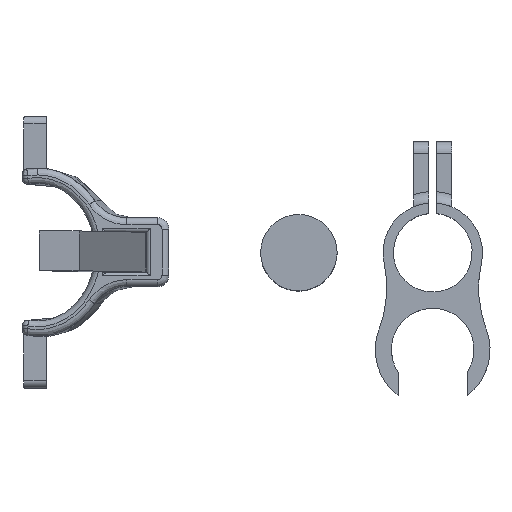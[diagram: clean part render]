
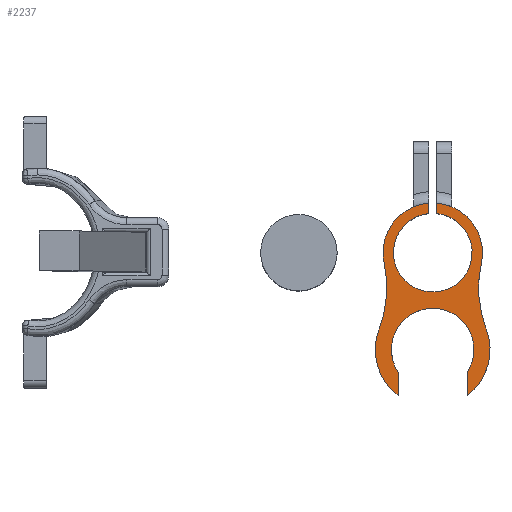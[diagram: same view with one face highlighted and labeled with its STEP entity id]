
A CAD part, top view. The second image highlights one B-rep face of the part: STEP entity #2237.
In plain terms, the highlighted planar face has unit normal (0, 0, 1).
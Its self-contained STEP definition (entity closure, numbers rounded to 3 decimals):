
#263=PLANE('',#2437);
#316=CIRCLE('',#2388,15.);
#320=CIRCLE('',#2393,6.5);
#322=CIRCLE('',#2396,15.);
#324=CIRCLE('',#2399,7.5);
#335=CIRCLE('',#2418,6.5);
#341=CIRCLE('',#2438,5.15);
#342=CIRCLE('',#2439,5.401);
#343=CIRCLE('',#2440,7.5);
#473=FACE_OUTER_BOUND('',#614,.T.);
#614=EDGE_LOOP('',(#2048,#2049,#2050,#2051,#2052,#2053,#2054,#2055,#2056,
#2057,#2058,#2059));
#729=LINE('',#5622,#854);
#744=LINE('',#5721,#869);
#745=LINE('',#5728,#870);
#749=LINE('',#5740,#874);
#854=VECTOR('',#2844,10.);
#869=VECTOR('',#2901,10.);
#870=VECTOR('',#2904,10.);
#874=VECTOR('',#2910,10.);
#1031=VERTEX_POINT('',#5510);
#1032=VERTEX_POINT('',#5512);
#1038=VERTEX_POINT('',#5526);
#1041=VERTEX_POINT('',#5533);
#1042=VERTEX_POINT('',#5535);
#1044=VERTEX_POINT('',#5541);
#1064=VERTEX_POINT('',#5619);
#1065=VERTEX_POINT('',#5621);
#1078=VERTEX_POINT('',#5719);
#1079=VERTEX_POINT('',#5723);
#1082=VERTEX_POINT('',#5732);
#1084=VERTEX_POINT('',#5738);
#1336=EDGE_CURVE('',#1031,#1032,#316,.T.);
#1344=EDGE_CURVE('',#1031,#1038,#320,.T.);
#1347=EDGE_CURVE('',#1041,#1042,#322,.T.);
#1351=EDGE_CURVE('',#1041,#1044,#324,.T.);
#1376=EDGE_CURVE('',#1065,#1064,#729,.T.);
#1384=EDGE_CURVE('',#1064,#1042,#335,.T.);
#1404=EDGE_CURVE('',#1038,#1078,#744,.T.);
#1406=EDGE_CURVE('',#1044,#1079,#745,.T.);
#1411=EDGE_CURVE('',#1082,#1084,#749,.T.);
#1412=EDGE_CURVE('',#1078,#1065,#341,.T.);
#1413=EDGE_CURVE('',#1079,#1082,#342,.T.);
#1414=EDGE_CURVE('',#1084,#1032,#343,.T.);
#2048=ORIENTED_EDGE('',*,*,#1404,.T.);
#2049=ORIENTED_EDGE('',*,*,#1412,.T.);
#2050=ORIENTED_EDGE('',*,*,#1376,.T.);
#2051=ORIENTED_EDGE('',*,*,#1384,.T.);
#2052=ORIENTED_EDGE('',*,*,#1347,.F.);
#2053=ORIENTED_EDGE('',*,*,#1351,.T.);
#2054=ORIENTED_EDGE('',*,*,#1406,.T.);
#2055=ORIENTED_EDGE('',*,*,#1413,.T.);
#2056=ORIENTED_EDGE('',*,*,#1411,.T.);
#2057=ORIENTED_EDGE('',*,*,#1414,.T.);
#2058=ORIENTED_EDGE('',*,*,#1336,.F.);
#2059=ORIENTED_EDGE('',*,*,#1344,.T.);
#2237=ADVANCED_FACE('',(#473),#263,.T.);
#2388=AXIS2_PLACEMENT_3D('',#5513,#2772,#2773);
#2393=AXIS2_PLACEMENT_3D('',#5528,#2786,#2787);
#2396=AXIS2_PLACEMENT_3D('',#5536,#2793,#2794);
#2399=AXIS2_PLACEMENT_3D('',#5543,#2801,#2802);
#2418=AXIS2_PLACEMENT_3D('',#5655,#2856,#2857);
#2437=AXIS2_PLACEMENT_3D('',#5741,#2911,#2912);
#2438=AXIS2_PLACEMENT_3D('',#5742,#2913,#2914);
#2439=AXIS2_PLACEMENT_3D('',#5743,#2915,#2916);
#2440=AXIS2_PLACEMENT_3D('',#5744,#2917,#2918);
#2772=DIRECTION('center_axis',(0.,0.,1.));
#2773=DIRECTION('ref_axis',(-0.997,-0.075,0.));
#2786=DIRECTION('center_axis',(0.,0.,1.));
#2787=DIRECTION('ref_axis',(1.,0.,0.));
#2793=DIRECTION('center_axis',(0.,0.,1.));
#2794=DIRECTION('ref_axis',(0.997,-0.076,0.));
#2801=DIRECTION('center_axis',(0.,0.,1.));
#2802=DIRECTION('ref_axis',(1.,0.,0.));
#2844=DIRECTION('',(0.,1.,0.));
#2856=DIRECTION('center_axis',(0.,0.,1.));
#2857=DIRECTION('ref_axis',(1.,0.,0.));
#2901=DIRECTION('',(0.,-1.,0.));
#2904=DIRECTION('',(0.,1.,0.));
#2910=DIRECTION('',(0.,-1.,0.));
#2911=DIRECTION('center_axis',(0.,0.,1.));
#2912=DIRECTION('ref_axis',(1.,0.,0.));
#2913=DIRECTION('center_axis',(0.,0.,-1.));
#2914=DIRECTION('ref_axis',(1.,0.,0.));
#2915=DIRECTION('center_axis',(0.,0.,-1.));
#2916=DIRECTION('ref_axis',(1.,0.,0.));
#2917=DIRECTION('center_axis',(0.,0.,1.));
#2918=DIRECTION('ref_axis',(1.,0.,0.));
#5510=CARTESIAN_POINT('',(58.849,-1.393,20.));
#5512=CARTESIAN_POINT('',(59.494,-9.979,20.));
#5513=CARTESIAN_POINT('Origin',(73.5,-4.609,20.));
#5526=CARTESIAN_POINT('',(53.,6.481,20.));
#5528=CARTESIAN_POINT('Origin',(52.5,0.,20.));
#5533=CARTESIAN_POINT('',(45.492,-9.969,20.));
#5535=CARTESIAN_POINT('',(46.149,-1.385,20.));
#5536=CARTESIAN_POINT('Origin',(31.494,-4.58,20.));
#5541=CARTESIAN_POINT('',(47.991,-18.664,20.));
#5543=CARTESIAN_POINT('Origin',(52.491,-12.664,20.));
#5619=CARTESIAN_POINT('',(52.,6.481,20.));
#5621=CARTESIAN_POINT('',(52.,5.126,20.));
#5622=CARTESIAN_POINT('',(52.,0.711,20.));
#5655=CARTESIAN_POINT('Origin',(52.5,0.,20.));
#5719=CARTESIAN_POINT('',(53.,5.126,20.));
#5721=CARTESIAN_POINT('',(53.,-1.789,20.));
#5723=CARTESIAN_POINT('',(47.991,-15.65,20.));
#5728=CARTESIAN_POINT('',(47.991,-10.675,20.));
#5732=CARTESIAN_POINT('',(56.991,-15.65,20.));
#5738=CARTESIAN_POINT('',(56.991,-18.664,20.));
#5740=CARTESIAN_POINT('',(56.991,-15.675,20.));
#5741=CARTESIAN_POINT('Origin',(52.491,-6.832,20.));
#5742=CARTESIAN_POINT('Origin',(52.5,0.,20.));
#5743=CARTESIAN_POINT('Origin',(52.491,-12.664,20.));
#5744=CARTESIAN_POINT('Origin',(52.491,-12.664,20.));
